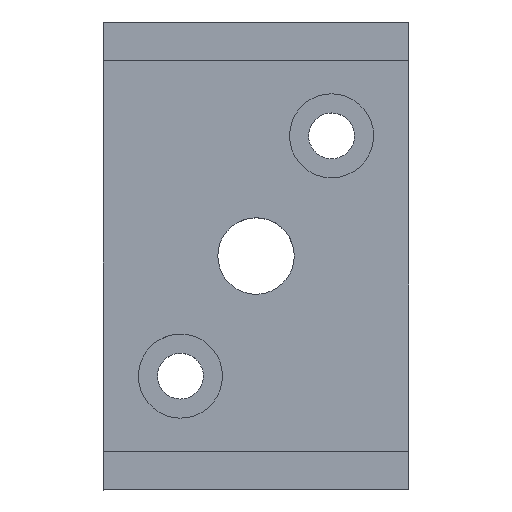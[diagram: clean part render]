
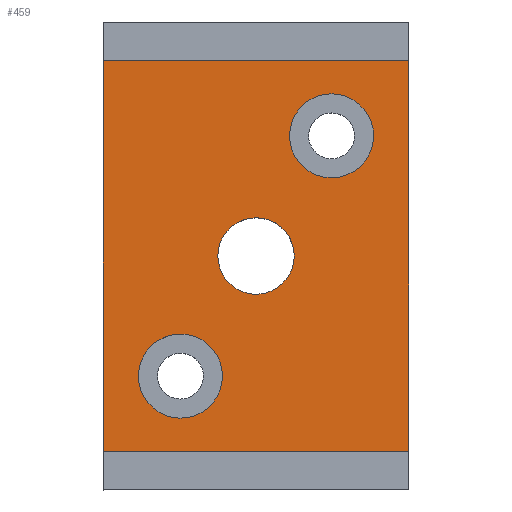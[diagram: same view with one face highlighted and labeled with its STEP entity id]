
A CAD part, top view. The second image highlights one B-rep face of the part: STEP entity #459.
In plain terms, the highlighted planar face has unit normal (0, 0, 1).
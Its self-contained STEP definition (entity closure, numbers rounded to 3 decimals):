
#32=CARTESIAN_POINT('',(1066.913,-443.588,0.676));
#33=VERTEX_POINT('',#32);
#34=CARTESIAN_POINT('',(1106.913,-443.583,0.676));
#35=VERTEX_POINT('',#34);
#36=CARTESIAN_POINT('',(1066.913,-443.588,0.676));
#37=DIRECTION('',(1.,0.,0.));
#38=VECTOR('',#37,40.);
#39=LINE('',#36,#38);
#40=EDGE_CURVE('',#33,#35,#39,.T.);
#97=CARTESIAN_POINT('',(1066.906,-392.438,0.676));
#98=VERTEX_POINT('',#97);
#99=CARTESIAN_POINT('',(1066.906,-392.438,0.676));
#100=DIRECTION('',(0.,-1.,-0.));
#101=VECTOR('',#100,51.15);
#102=LINE('',#99,#101);
#103=EDGE_CURVE('',#98,#33,#102,.T.);
#190=CARTESIAN_POINT('',(1106.906,-392.433,0.676));
#191=VERTEX_POINT('',#190);
#198=CARTESIAN_POINT('',(1106.913,-443.583,0.676));
#199=DIRECTION('',(0.,1.,0.));
#200=VECTOR('',#199,51.15);
#201=LINE('',#198,#200);
#202=EDGE_CURVE('',#35,#191,#201,.T.);
#291=CARTESIAN_POINT('',(1106.906,-392.433,0.676));
#292=DIRECTION('',(-1.,0.,-0.));
#293=VECTOR('',#292,40.);
#294=LINE('',#291,#293);
#295=EDGE_CURVE('',#191,#98,#294,.T.);
#392=CARTESIAN_POINT('',(1081.91,-417.958,0.676));
#393=VERTEX_POINT('',#392);
#403=CARTESIAN_POINT('',(1091.909,-418.019,0.676));
#404=VERTEX_POINT('',#403);
#405=CARTESIAN_POINT('',(1086.91,-418.011,0.676));
#406=DIRECTION('',(-0.,-0.,1.));
#407=DIRECTION('',(1.,-0.002,0.));
#408=AXIS2_PLACEMENT_3D('',#405,#406,#407);
#409=CIRCLE('',#408,5.);
#410=EDGE_CURVE('',#393,#404,#409,.T.);
#412=CARTESIAN_POINT('',(1086.91,-418.011,0.676));
#413=DIRECTION('',(-0.,-0.,1.));
#414=DIRECTION('',(1.,-0.002,0.));
#415=AXIS2_PLACEMENT_3D('',#412,#413,#414);
#416=CIRCLE('',#415,5.);
#417=EDGE_CURVE('',#404,#393,#416,.T.);
#422=CARTESIAN_POINT('',(1776.399,-409.729,0.676));
#423=DIRECTION('',(-0.,-0.,1.));
#424=DIRECTION('',(1.,-0.01,0.));
#425=AXIS2_PLACEMENT_3D('',#422,#423,#424);
#426=PLANE('',#425);
#427=CARTESIAN_POINT('',(1102.302,-402.34,0.676));
#428=VERTEX_POINT('',#427);
#429=CARTESIAN_POINT('',(1096.802,-402.283,0.676));
#430=DIRECTION('',(-0.,-0.,1.));
#431=DIRECTION('',(1.,-0.01,0.));
#432=AXIS2_PLACEMENT_3D('',#429,#430,#431);
#433=CIRCLE('',#432,5.5);
#434=EDGE_CURVE('',#428,#428,#433,.T.);
#435=ORIENTED_EDGE('',*,*,#434,.F.);
#436=EDGE_LOOP('',(#435));
#437=FACE_BOUND('',#436,.T.);
#438=CARTESIAN_POINT('',(1082.517,-433.796,0.676));
#439=VERTEX_POINT('',#438);
#440=CARTESIAN_POINT('',(1077.017,-433.739,0.676));
#441=DIRECTION('',(-0.,-0.,1.));
#442=DIRECTION('',(1.,-0.01,0.));
#443=AXIS2_PLACEMENT_3D('',#440,#441,#442);
#444=CIRCLE('',#443,5.5);
#445=EDGE_CURVE('',#439,#439,#444,.T.);
#446=ORIENTED_EDGE('',*,*,#445,.F.);
#447=EDGE_LOOP('',(#446));
#448=FACE_BOUND('',#447,.T.);
#449=ORIENTED_EDGE('',*,*,#410,.F.);
#450=ORIENTED_EDGE('',*,*,#417,.F.);
#451=EDGE_LOOP('',(#449,#450));
#452=FACE_BOUND('',#451,.T.);
#453=ORIENTED_EDGE('',*,*,#40,.T.);
#454=ORIENTED_EDGE('',*,*,#202,.T.);
#455=ORIENTED_EDGE('',*,*,#295,.T.);
#456=ORIENTED_EDGE('',*,*,#103,.T.);
#457=EDGE_LOOP('',(#453,#454,#455,#456));
#458=FACE_BOUND('',#457,.T.);
#459=ADVANCED_FACE('',(#437,#448,#452,#458),#426,.T.);
